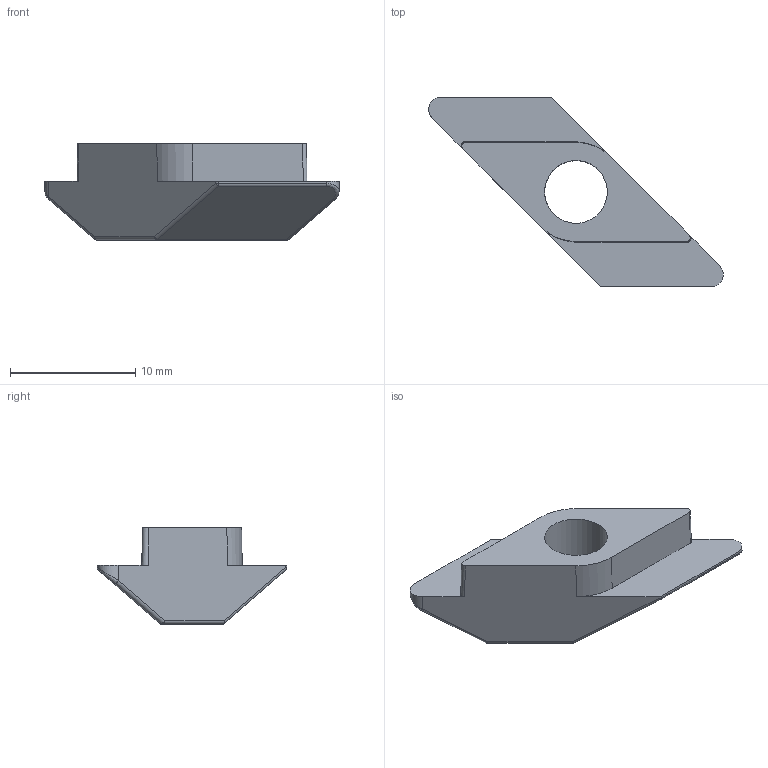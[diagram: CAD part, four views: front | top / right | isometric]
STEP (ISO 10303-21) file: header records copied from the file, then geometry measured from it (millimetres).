
FILE_DESCRIPTION(('STEP AP203'),'1');
FILE_NAME('FIXE08N1032.stp','2023-10-23T12:51:39',(' '),(' '),'Spatial InterOp 3D',' ',' ');
FILE_SCHEMA(('CONFIG_CONTROL_DESIGN'));
Length unit declared in the file: millimetre
Products named in the file (1): Ecrou 8 Zn M6 - 1/4 de tour
Bounding box: 23.47 x 15.12 x 7.7 mm (x, y, z)
Volume: 655 mm3; surface area: 713 mm2
Topology: 1 solids, 1 shells, 40 faces, 98 edges, 57 vertices
Faces by surface type: cylinder 19, plane 13, revolution 6, bspline 2
Full cylindrical faces by diameter (mm): 5 x1
Entity records: 1420 total; most frequent: CARTESIAN_POINT 337, DIRECTION 196, ORIENTED_EDGE 188, EDGE_CURVE 94, AXIS2_PLACEMENT_3D 70, VERTEX_POINT 56, LINE 50, VECTOR 50
